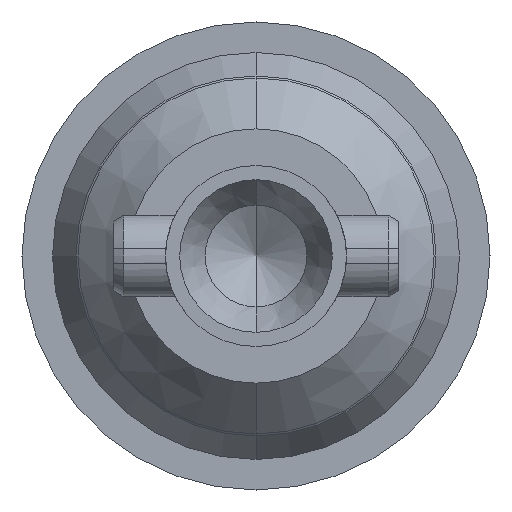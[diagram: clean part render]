
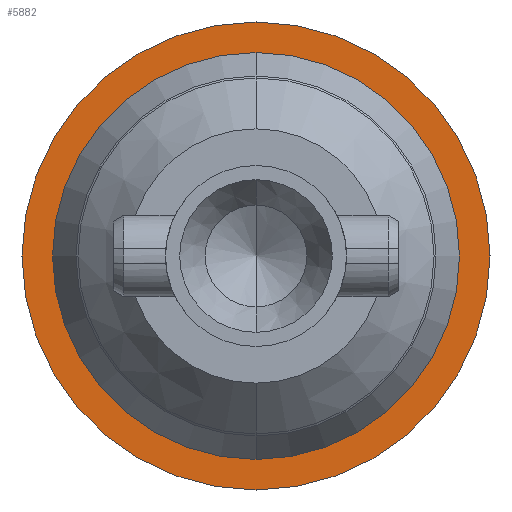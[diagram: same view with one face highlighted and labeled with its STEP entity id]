
A CAD part, front view. The second image highlights one B-rep face of the part: STEP entity #5882.
In plain terms, the highlighted planar face has unit normal (0, -1, 0).
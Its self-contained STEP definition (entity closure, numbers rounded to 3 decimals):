
#79 = PLANE ( 'NONE',  #3700 ) ;
#94 = DIRECTION ( 'NONE',  ( 0., 0., 1. ) ) ;
#343 = DIRECTION ( 'NONE',  ( 0., 0., 1. ) ) ;
#945 = ORIENTED_EDGE ( 'NONE', *, *, #5767, .T. ) ;
#953 = CIRCLE ( 'NONE', #1341, 2. ) ;
#1341 = AXIS2_PLACEMENT_3D ( 'NONE', #3932, #8114, #2602 ) ;
#1703 = CARTESIAN_POINT ( 'NONE',  ( 0., -5.7, 0. ) ) ;
#1881 = DIRECTION ( 'NONE',  ( 0., 0., 1. ) ) ;
#1966 = CARTESIAN_POINT ( 'NONE',  ( 0., -5.7, -2.3 ) ) ;
#2302 = CARTESIAN_POINT ( 'NONE',  ( 0., -5.7, 2.3 ) ) ;
#2537 = ORIENTED_EDGE ( 'NONE', *, *, #7956, .F. ) ;
#2565 = FACE_OUTER_BOUND ( 'NONE', #2654, .T. ) ;
#2602 = DIRECTION ( 'NONE',  ( 0., 0., 1. ) ) ;
#2654 = EDGE_LOOP ( 'NONE', ( #5994, #2537 ) ) ;
#2845 = CARTESIAN_POINT ( 'NONE',  ( 0., -5.7, 0. ) ) ;
#2891 = CARTESIAN_POINT ( 'NONE',  ( -2.3, -5.7, 0. ) ) ;
#3700 = AXIS2_PLACEMENT_3D ( 'NONE', #2891, #6944, #4273 ) ;
#3932 = CARTESIAN_POINT ( 'NONE',  ( 0., -5.7, 0. ) ) ;
#4216 = CIRCLE ( 'NONE', #6595, 2. ) ;
#4273 = DIRECTION ( 'NONE',  ( 0., 0., -1. ) ) ;
#4814 = VERTEX_POINT ( 'NONE', #2302 ) ;
#4904 = VERTEX_POINT ( 'NONE', #8397 ) ;
#5575 = EDGE_CURVE ( 'NONE', #4814, #7897, #8319, .T. ) ;
#5767 = EDGE_CURVE ( 'NONE', #4904, #8389, #953, .T. ) ;
#5882 = ADVANCED_FACE ( 'NONE', ( #8219, #2565 ), #79, .T. ) ;
#5994 = ORIENTED_EDGE ( 'NONE', *, *, #5575, .F. ) ;
#6042 = CARTESIAN_POINT ( 'NONE',  ( 0., -5.7, 0. ) ) ;
#6277 = CIRCLE ( 'NONE', #8618, 2.3 ) ;
#6560 = DIRECTION ( 'NONE',  ( 0., 1., 0. ) ) ;
#6595 = AXIS2_PLACEMENT_3D ( 'NONE', #2845, #6958, #94 ) ;
#6664 = EDGE_LOOP ( 'NONE', ( #8138, #945 ) ) ;
#6738 = DIRECTION ( 'NONE',  ( 0., 1., 0. ) ) ;
#6944 = DIRECTION ( 'NONE',  ( 0., -1., 0. ) ) ;
#6958 = DIRECTION ( 'NONE',  ( 0., 1., 0. ) ) ;
#7613 = EDGE_CURVE ( 'NONE', #8389, #4904, #4216, .T. ) ;
#7897 = VERTEX_POINT ( 'NONE', #1966 ) ;
#7956 = EDGE_CURVE ( 'NONE', #7897, #4814, #6277, .T. ) ;
#8114 = DIRECTION ( 'NONE',  ( 0., 1., 0. ) ) ;
#8138 = ORIENTED_EDGE ( 'NONE', *, *, #7613, .T. ) ;
#8219 = FACE_BOUND ( 'NONE', #6664, .T. ) ;
#8319 = CIRCLE ( 'NONE', #8998, 2.3 ) ;
#8389 = VERTEX_POINT ( 'NONE', #8418 ) ;
#8397 = CARTESIAN_POINT ( 'NONE',  ( 0., -5.7, -2. ) ) ;
#8418 = CARTESIAN_POINT ( 'NONE',  ( 0., -5.7, 2. ) ) ;
#8618 = AXIS2_PLACEMENT_3D ( 'NONE', #6042, #6738, #1881 ) ;
#8998 = AXIS2_PLACEMENT_3D ( 'NONE', #1703, #6560, #343 ) ;
